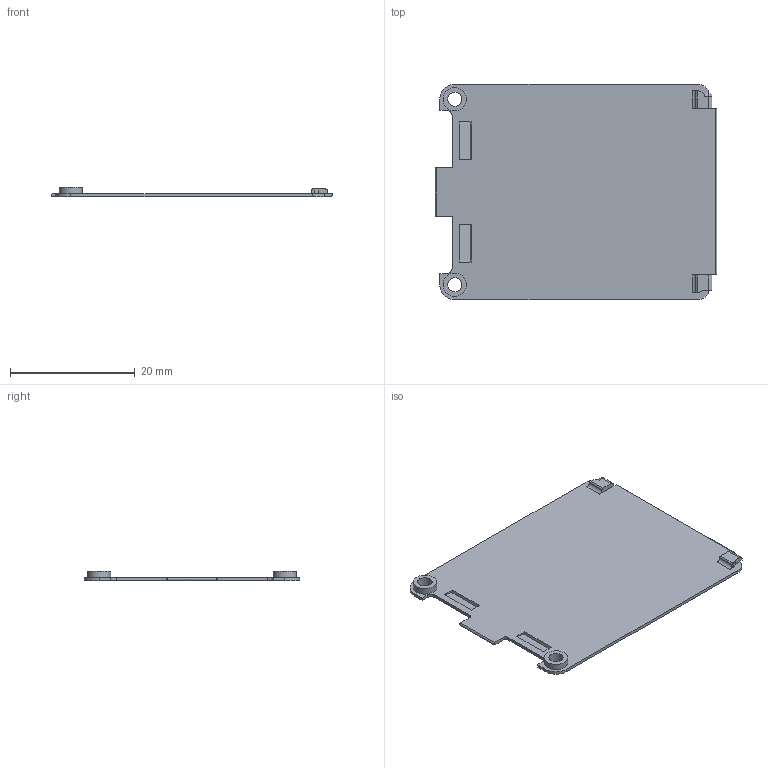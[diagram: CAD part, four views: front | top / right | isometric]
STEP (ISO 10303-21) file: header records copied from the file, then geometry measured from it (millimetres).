
FILE_DESCRIPTION(('HOOPS Exchange Step'),'2;1');
FILE_NAME('temp_export','2025-12-08T08:57:56-13:00',('sanyamsaharan'),('Shapr3D Limited'),'HOOPS Exchange 2025.7','Shapr3D','Authorized');
FILE_SCHEMA( ('AP242_MANAGED_MODEL_BASED_3D_ENGINEERING_MIM_LF {1 0 10303 442 1 1 4}') );
Length unit declared in the file: millimetre
Products named in the file (1): bottom plate (E-ink)
Bounding box: 45.21 x 34.6 x 1.6 mm (x, y, z)
Volume: 761.7 mm3; surface area: 3118.5 mm2
Topology: 1 solids, 1 shells, 68 faces, 190 edges, 127 vertices
Faces by surface type: plane 41, cylinder 26, sphere 1
Full cylindrical faces by diameter (mm): 2.3 x2, 3.75 x2
Entity records: 2249 total; most frequent: CARTESIAN_POINT 399, DIRECTION 386, ORIENTED_EDGE 378, EDGE_CURVE 189, AXIS2_PLACEMENT_3D 129, VECTOR 128, LINE 128, VERTEX_POINT 127
